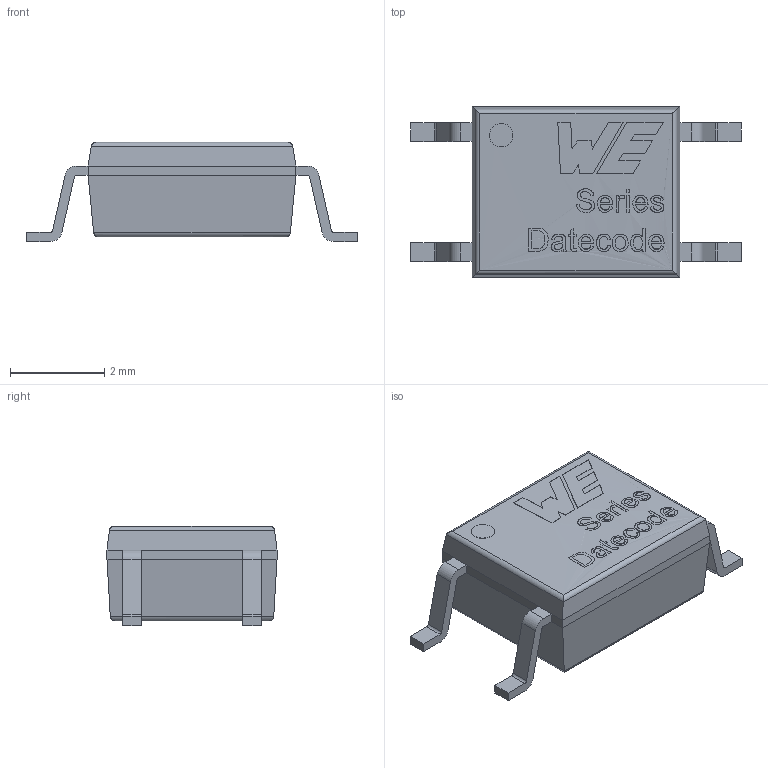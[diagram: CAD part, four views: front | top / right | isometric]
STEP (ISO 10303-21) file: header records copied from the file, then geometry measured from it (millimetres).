
FILE_DESCRIPTION(/* description */ ('Unknown'),/* implementation_level */ '2;1');
FILE_NAME(/* name */ 'Q_Wurth_WL-OCPT_SOP4-STANDARD',/* time_stamp */ '2025-05-29T17:12:15+08:00',/* author */ ('Unknown'),/* organization */ ('Unknown'),/* preprocessor_version */ 'ST-DEVELOPER v19.4',/* originating_system */ 'Solid Edge',/* authorisation */ 'Unknown');
FILE_SCHEMA (('AUTOMOTIVE_DESIGN {1 0 10303 214 3 1 1}'));
Length unit declared in the file: millimetre
Products named in the file (2): Q_Wurth_WL-OCPT_SOP4-STANDARD
Assembly tree (1 placements, depth 2):
  Q_Wurth_WL-OCPT_SOP4-STANDARD
    Q_Wurth_WL-OCPT_SOP4-STANDARD
Bounding box: 7 x 3.6 x 2.1 mm (x, y, z)
Volume: 31.1 mm3; surface area: 70.9 mm2
Topology: 1 solids, 1 shells, 201 faces, 501 edges, 328 vertices
Faces by surface type: plane 155, cylinder 26, bspline 20
Full cylindrical faces by diameter (mm): 0.5 x1
Entity records: 7782 total; most frequent: CARTESIAN_POINT 1834, ORIENTED_EDGE 992, DIRECTION 769, EDGE_CURVE 496, LINE 335, VECTOR 335, VERTEX_POINT 327, EDGE_LOOP 231
